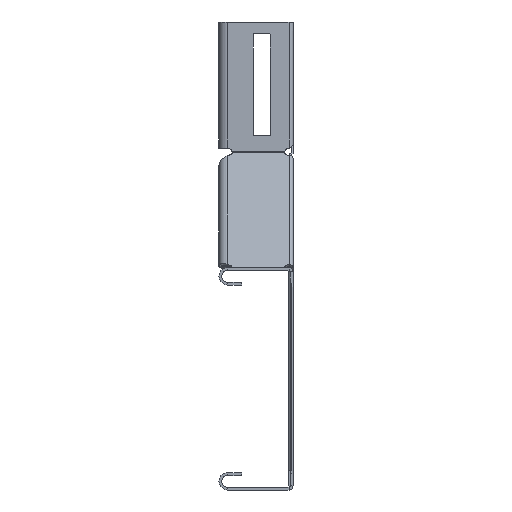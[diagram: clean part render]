
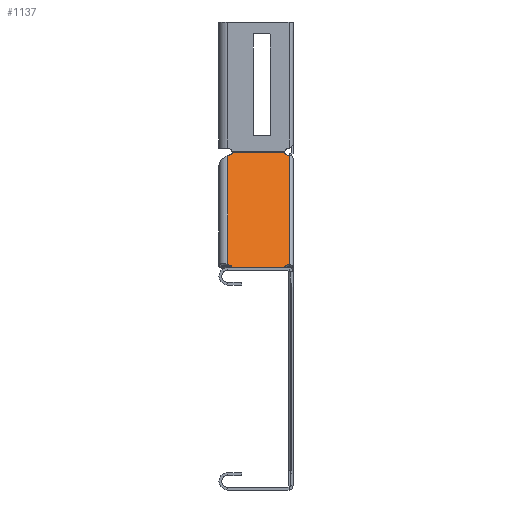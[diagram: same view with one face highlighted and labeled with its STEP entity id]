
A CAD part, left-side view. The second image highlights one B-rep face of the part: STEP entity #1137.
In plain terms, the highlighted face is planar.
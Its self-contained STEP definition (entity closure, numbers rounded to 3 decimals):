
#76 = DIRECTION ( 'NONE',  ( 0., 0., 1. ) ) ;
#187 = CARTESIAN_POINT ( 'NONE',  ( -15., 27.25, -125.368 ) ) ;
#364 = EDGE_CURVE ( 'NONE', #7847, #9049, #6236, .T. ) ;
#562 = ORIENTED_EDGE ( 'NONE', *, *, #4564, .T. ) ;
#569 = CARTESIAN_POINT ( 'NONE',  ( -15., 3.716, -126.731 ) ) ;
#750 = CARTESIAN_POINT ( 'NONE',  ( -15., 1.75, -127.101 ) ) ;
#893 = DIRECTION ( 'NONE',  ( 1., 0., 0. ) ) ;
#974 = VECTOR ( 'NONE', #2384, 1000. ) ;
#1080 = LINE ( 'NONE', #7925, #4480 ) ;
#1137 = ADVANCED_FACE ( 'NONE', ( #8465 ), #6756, .F. ) ;
#1261 = CARTESIAN_POINT ( 'NONE',  ( -15., 26.284, -126.731 ) ) ;
#1383 = VERTEX_POINT ( 'NONE', #8107 ) ;
#1511 = ORIENTED_EDGE ( 'NONE', *, *, #5093, .T. ) ;
#1534 = EDGE_CURVE ( 'NONE', #6915, #7847, #4176, .T. ) ;
#1566 = ORIENTED_EDGE ( 'NONE', *, *, #6372, .T. ) ;
#1600 = VERTEX_POINT ( 'NONE', #1887 ) ;
#1643 = VECTOR ( 'NONE', #5666, 1000. ) ;
#1698 = LINE ( 'NONE', #6212, #9202 ) ;
#1764 = CARTESIAN_POINT ( 'NONE',  ( -15., 27.25, -58.082 ) ) ;
#1793 = DIRECTION ( 'NONE',  ( 0., 0.866, 0.5 ) ) ;
#1887 = CARTESIAN_POINT ( 'NONE',  ( -15., 28.25, -58.659 ) ) ;
#2021 = VECTOR ( 'NONE', #9780, 1000. ) ;
#2091 = ORIENTED_EDGE ( 'NONE', *, *, #9209, .F. ) ;
#2384 = DIRECTION ( 'NONE',  ( 0., 1., 0. ) ) ;
#2485 = CARTESIAN_POINT ( 'NONE',  ( -15., 28.25, -91.725 ) ) ;
#3065 = CARTESIAN_POINT ( 'NONE',  ( -15., 27.25, -58.082 ) ) ;
#3336 = DIRECTION ( 'NONE',  ( 0., 1., 0. ) ) ;
#3806 = CARTESIAN_POINT ( 'NONE',  ( -15., 26.284, -56.72 ) ) ;
#3847 = AXIS2_PLACEMENT_3D ( 'NONE', #9173, #4478, #6144 ) ;
#3898 = LINE ( 'NONE', #2485, #7395 ) ;
#3986 = CARTESIAN_POINT ( 'NONE',  ( -15., 28.25, -127.101 ) ) ;
#4113 = VERTEX_POINT ( 'NONE', #1261 ) ;
#4176 = CIRCLE ( 'NONE', #8369, 2. ) ;
#4423 = VERTEX_POINT ( 'NONE', #1764 ) ;
#4424 = ORIENTED_EDGE ( 'NONE', *, *, #9481, .F. ) ;
#4478 = DIRECTION ( 'NONE',  ( 1., 0., 0. ) ) ;
#4480 = VECTOR ( 'NONE', #1793, 1000. ) ;
#4564 = EDGE_CURVE ( 'NONE', #4423, #1600, #5271, .T. ) ;
#4607 = LINE ( 'NONE', #6878, #974 ) ;
#4625 = AXIS2_PLACEMENT_3D ( 'NONE', #6245, #7757, #8326 ) ;
#4629 = VERTEX_POINT ( 'NONE', #569 ) ;
#4781 = EDGE_CURVE ( 'NONE', #6130, #4629, #7160, .T. ) ;
#5093 = EDGE_CURVE ( 'NONE', #9049, #4423, #9944, .T. ) ;
#5117 = ORIENTED_EDGE ( 'NONE', *, *, #1534, .T. ) ;
#5271 = LINE ( 'NONE', #3065, #2021 ) ;
#5548 = DIRECTION ( 'NONE',  ( 0., 0., 1. ) ) ;
#5666 = DIRECTION ( 'NONE',  ( 0., 1., 0. ) ) ;
#5709 = CARTESIAN_POINT ( 'NONE',  ( -15., 3.716, -56.72 ) ) ;
#5763 = EDGE_CURVE ( 'NONE', #4113, #6953, #8573, .T. ) ;
#6024 = DIRECTION ( 'NONE',  ( -1., 0., 0. ) ) ;
#6130 = VERTEX_POINT ( 'NONE', #8850 ) ;
#6144 = DIRECTION ( 'NONE',  ( 0., 1., 0. ) ) ;
#6212 = CARTESIAN_POINT ( 'NONE',  ( -15., 1.75, -91.725 ) ) ;
#6236 = LINE ( 'NONE', #8564, #1643 ) ;
#6245 = CARTESIAN_POINT ( 'NONE',  ( -15., 28.25, -56.35 ) ) ;
#6372 = EDGE_CURVE ( 'NONE', #6130, #6915, #1698, .T. ) ;
#6705 = ORIENTED_EDGE ( 'NONE', *, *, #364, .T. ) ;
#6756 = PLANE ( 'NONE',  #3847 ) ;
#6878 = CARTESIAN_POINT ( 'NONE',  ( -15., 0., -126.731 ) ) ;
#6915 = VERTEX_POINT ( 'NONE', #7821 ) ;
#6953 = VERTEX_POINT ( 'NONE', #187 ) ;
#6969 = DIRECTION ( 'NONE',  ( 0., -1., 0. ) ) ;
#7160 = CIRCLE ( 'NONE', #8797, 2. ) ;
#7395 = VECTOR ( 'NONE', #5548, 1000. ) ;
#7757 = DIRECTION ( 'NONE',  ( 1., 0., 0. ) ) ;
#7776 = CARTESIAN_POINT ( 'NONE',  ( -15., 1.75, -56.35 ) ) ;
#7821 = CARTESIAN_POINT ( 'NONE',  ( -15., 1.75, -58.35 ) ) ;
#7847 = VERTEX_POINT ( 'NONE', #5709 ) ;
#7925 = CARTESIAN_POINT ( 'NONE',  ( -15., 27.25, -125.368 ) ) ;
#7990 = ORIENTED_EDGE ( 'NONE', *, *, #5763, .F. ) ;
#8107 = CARTESIAN_POINT ( 'NONE',  ( -15., 28.25, -124.791 ) ) ;
#8326 = DIRECTION ( 'NONE',  ( 0., 1., 0. ) ) ;
#8369 = AXIS2_PLACEMENT_3D ( 'NONE', #7776, #893, #6969 ) ;
#8465 = FACE_OUTER_BOUND ( 'NONE', #9633, .T. ) ;
#8497 = ORIENTED_EDGE ( 'NONE', *, *, #4781, .F. ) ;
#8564 = CARTESIAN_POINT ( 'NONE',  ( -15., 0., -56.72 ) ) ;
#8573 = CIRCLE ( 'NONE', #9055, 2. ) ;
#8700 = DIRECTION ( 'NONE',  ( -1., 0., 0. ) ) ;
#8797 = AXIS2_PLACEMENT_3D ( 'NONE', #750, #6024, #9108 ) ;
#8850 = CARTESIAN_POINT ( 'NONE',  ( -15., 1.75, -125.101 ) ) ;
#8917 = ORIENTED_EDGE ( 'NONE', *, *, #9130, .F. ) ;
#9049 = VERTEX_POINT ( 'NONE', #3806 ) ;
#9055 = AXIS2_PLACEMENT_3D ( 'NONE', #3986, #8700, #3336 ) ;
#9108 = DIRECTION ( 'NONE',  ( 0., -1., 0. ) ) ;
#9130 = EDGE_CURVE ( 'NONE', #4629, #4113, #4607, .T. ) ;
#9173 = CARTESIAN_POINT ( 'NONE',  ( -15., 0., -91.725 ) ) ;
#9202 = VECTOR ( 'NONE', #76, 1000. ) ;
#9209 = EDGE_CURVE ( 'NONE', #1383, #1600, #3898, .T. ) ;
#9481 = EDGE_CURVE ( 'NONE', #6953, #1383, #1080, .T. ) ;
#9633 = EDGE_LOOP ( 'NONE', ( #7990, #8917, #8497, #1566, #5117, #6705, #1511, #562, #2091, #4424 ) ) ;
#9780 = DIRECTION ( 'NONE',  ( 0., 0.866, -0.5 ) ) ;
#9944 = CIRCLE ( 'NONE', #4625, 2. ) ;
